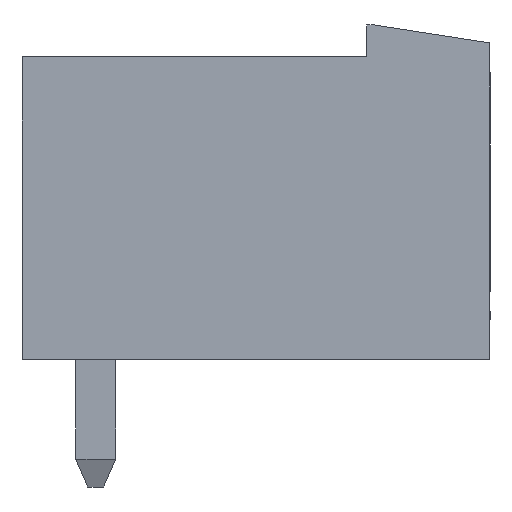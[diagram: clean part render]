
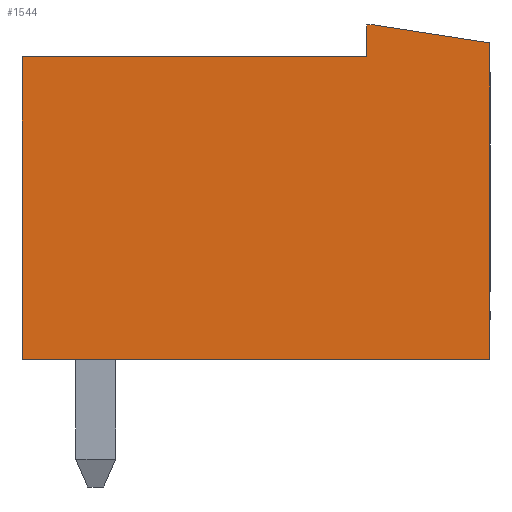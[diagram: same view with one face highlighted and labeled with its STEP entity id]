
A CAD part, left-side view. The second image highlights one B-rep face of the part: STEP entity #1544.
In plain terms, the highlighted planar face has unit normal (-1, 0, 0).
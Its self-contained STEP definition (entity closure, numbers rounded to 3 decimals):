
#1533=AXIS2_PLACEMENT_3D('Plane Axis2P3D',#1530,#1531,#1532) ;
#140=CARTESIAN_POINT('Vertex',(0.,0.,11.15)) ;
#143=CARTESIAN_POINT('Line Origine',(0.,0.,7.175)) ;
#147=CARTESIAN_POINT('Vertex',(0.,0.,3.2)) ;
#621=CARTESIAN_POINT('Vertex',(0.,2.9,11.6)) ;
#624=CARTESIAN_POINT('Line Origine',(0.,1.45,11.375)) ;
#652=CARTESIAN_POINT('Vertex',(0.,3.1,11.6)) ;
#655=CARTESIAN_POINT('Line Origine',(0.,3.,11.6)) ;
#781=CARTESIAN_POINT('Vertex',(0.,3.1,10.8)) ;
#784=CARTESIAN_POINT('Line Origine',(0.,3.1,11.2)) ;
#882=CARTESIAN_POINT('Vertex',(0.,11.75,10.8)) ;
#885=CARTESIAN_POINT('Line Origine',(0.,7.425,10.8)) ;
#1163=CARTESIAN_POINT('Vertex',(0.,11.75,3.2)) ;
#1168=CARTESIAN_POINT('Line Origine',(0.,11.75,7.)) ;
#1320=CARTESIAN_POINT('Line Origine',(0.,5.875,3.2)) ;
#1530=CARTESIAN_POINT('Axis2P3D Location',(0.,0.,0.)) ;
#144=DIRECTION('Vector Direction',(0.,0.,-1.)) ;
#625=DIRECTION('Vector Direction',(0.,-0.988,-0.153)) ;
#656=DIRECTION('Vector Direction',(0.,-1.,0.)) ;
#785=DIRECTION('Vector Direction',(0.,0.,1.)) ;
#886=DIRECTION('Vector Direction',(0.,-1.,0.)) ;
#1169=DIRECTION('Vector Direction',(0.,0.,1.)) ;
#1321=DIRECTION('Vector Direction',(0.,1.,0.)) ;
#1531=DIRECTION('Axis2P3D Direction',(-1.,0.,0.)) ;
#1532=DIRECTION('Axis2P3D XDirection',(0.,-1.,0.)) ;
#145=VECTOR('Line Direction',#144,1.) ;
#626=VECTOR('Line Direction',#625,1.) ;
#657=VECTOR('Line Direction',#656,1.) ;
#786=VECTOR('Line Direction',#785,1.) ;
#887=VECTOR('Line Direction',#886,1.) ;
#1170=VECTOR('Line Direction',#1169,1.) ;
#1322=VECTOR('Line Direction',#1321,1.) ;
#1536=ORIENTED_EDGE('',*,*,#149,.T.) ;
#1537=ORIENTED_EDGE('',*,*,#628,.T.) ;
#1538=ORIENTED_EDGE('',*,*,#659,.T.) ;
#1539=ORIENTED_EDGE('',*,*,#788,.T.) ;
#1540=ORIENTED_EDGE('',*,*,#889,.T.) ;
#1541=ORIENTED_EDGE('',*,*,#1172,.T.) ;
#1542=ORIENTED_EDGE('',*,*,#1324,.T.) ;
#1544=ADVANCED_FACE('HOUSING',(#1543),#1534,.T.) ;
#149=EDGE_CURVE('',#148,#141,#146,.F.) ;
#628=EDGE_CURVE('',#141,#622,#627,.F.) ;
#659=EDGE_CURVE('',#622,#653,#658,.F.) ;
#788=EDGE_CURVE('',#653,#782,#787,.F.) ;
#889=EDGE_CURVE('',#782,#883,#888,.F.) ;
#1172=EDGE_CURVE('',#883,#1164,#1171,.F.) ;
#1324=EDGE_CURVE('',#1164,#148,#1323,.F.) ;
#1535=EDGE_LOOP('',(#1536,#1537,#1538,#1539,#1540,#1541,#1542)) ;
#1543=FACE_OUTER_BOUND('',#1535,.T.) ;
#146=LINE('Line',#143,#145) ;
#627=LINE('Line',#624,#626) ;
#658=LINE('Line',#655,#657) ;
#787=LINE('Line',#784,#786) ;
#888=LINE('Line',#885,#887) ;
#1171=LINE('Line',#1168,#1170) ;
#1323=LINE('Line',#1320,#1322) ;
#1534=PLANE('',#1533) ;
#141=VERTEX_POINT('',#140) ;
#148=VERTEX_POINT('',#147) ;
#622=VERTEX_POINT('',#621) ;
#653=VERTEX_POINT('',#652) ;
#782=VERTEX_POINT('',#781) ;
#883=VERTEX_POINT('',#882) ;
#1164=VERTEX_POINT('',#1163) ;
